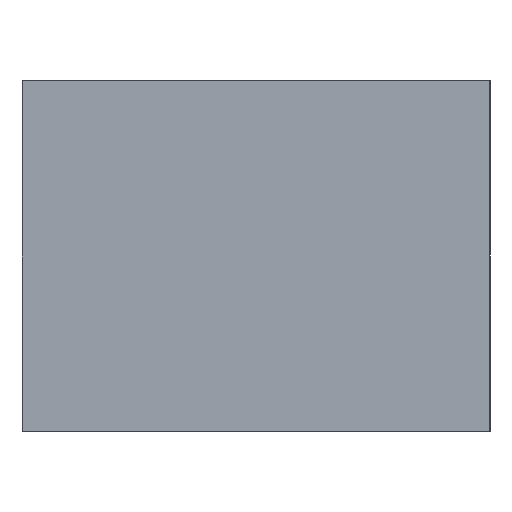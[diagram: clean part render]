
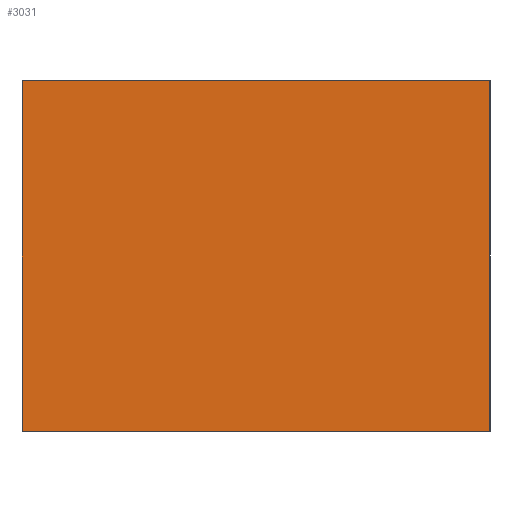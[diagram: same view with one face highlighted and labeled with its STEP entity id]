
A CAD part, left-side view. The second image highlights one B-rep face of the part: STEP entity #3031.
In plain terms, the highlighted planar face has unit normal (-1, 0, 0).
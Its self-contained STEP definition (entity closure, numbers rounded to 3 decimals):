
#119 = CARTESIAN_POINT ( 'NONE',  ( -2., 0., 0. ) ) ;
#202 = DIRECTION ( 'NONE',  ( 0., 1., 0. ) ) ;
#223 = DIRECTION ( 'NONE',  ( 0., 0., -1. ) ) ;
#326 = VERTEX_POINT ( 'NONE', #794 ) ;
#369 = DIRECTION ( 'NONE',  ( 0., 0., -1. ) ) ;
#409 = CARTESIAN_POINT ( 'NONE',  ( -2., 15., 0. ) ) ;
#422 = ORIENTED_EDGE ( 'NONE', *, *, #817, .T. ) ;
#528 = VERTEX_POINT ( 'NONE', #2511 ) ;
#703 = EDGE_CURVE ( 'NONE', #1818, #326, #2106, .T. ) ;
#794 = CARTESIAN_POINT ( 'NONE',  ( -2., -5., 0. ) ) ;
#809 = VECTOR ( 'NONE', #223, 1000. ) ;
#817 = EDGE_CURVE ( 'NONE', #1913, #528, #2522, .T. ) ;
#911 = ORIENTED_EDGE ( 'NONE', *, *, #3037, .T. ) ;
#927 = CARTESIAN_POINT ( 'NONE',  ( -2., 15., 15. ) ) ;
#945 = AXIS2_PLACEMENT_3D ( 'NONE', #119, #1566, #2304 ) ;
#1045 = VECTOR ( 'NONE', #369, 1000. ) ;
#1464 = CARTESIAN_POINT ( 'NONE',  ( -2., -5., 15. ) ) ;
#1542 = EDGE_CURVE ( 'NONE', #1913, #326, #2229, .T. ) ;
#1566 = DIRECTION ( 'NONE',  ( -1., 0., 0. ) ) ;
#1724 = FACE_OUTER_BOUND ( 'NONE', #2317, .T. ) ;
#1801 = CARTESIAN_POINT ( 'NONE',  ( -2., -5., 15. ) ) ;
#1807 = PLANE ( 'NONE',  #945 ) ;
#1818 = VERTEX_POINT ( 'NONE', #2735 ) ;
#1836 = DIRECTION ( 'NONE',  ( 0., -1., 0. ) ) ;
#1913 = VERTEX_POINT ( 'NONE', #1801 ) ;
#1993 = VECTOR ( 'NONE', #202, 1000. ) ;
#2106 = LINE ( 'NONE', #409, #2753 ) ;
#2229 = LINE ( 'NONE', #1464, #809 ) ;
#2268 = CARTESIAN_POINT ( 'NONE',  ( -2., 15., 0. ) ) ;
#2304 = DIRECTION ( 'NONE',  ( 0., 0., 1. ) ) ;
#2317 = EDGE_LOOP ( 'NONE', ( #2798, #2568, #422, #911 ) ) ;
#2511 = CARTESIAN_POINT ( 'NONE',  ( -2., 15., 15. ) ) ;
#2522 = LINE ( 'NONE', #927, #1993 ) ;
#2568 = ORIENTED_EDGE ( 'NONE', *, *, #1542, .F. ) ;
#2735 = CARTESIAN_POINT ( 'NONE',  ( -2., 15., 0. ) ) ;
#2753 = VECTOR ( 'NONE', #1836, 1000. ) ;
#2798 = ORIENTED_EDGE ( 'NONE', *, *, #703, .T. ) ;
#2853 = LINE ( 'NONE', #2268, #1045 ) ;
#3031 = ADVANCED_FACE ( 'NONE', ( #1724 ), #1807, .T. ) ;
#3037 = EDGE_CURVE ( 'NONE', #528, #1818, #2853, .T. ) ;
